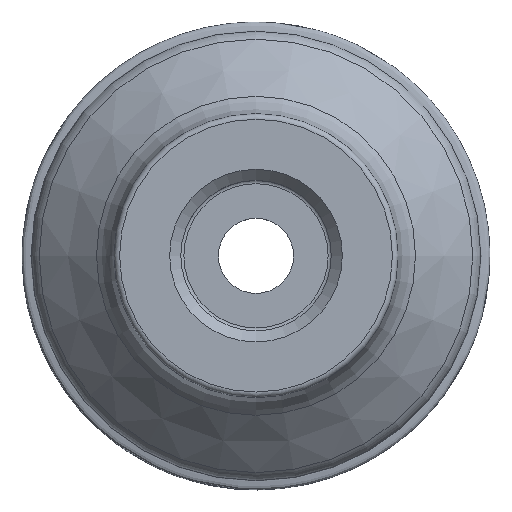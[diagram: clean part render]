
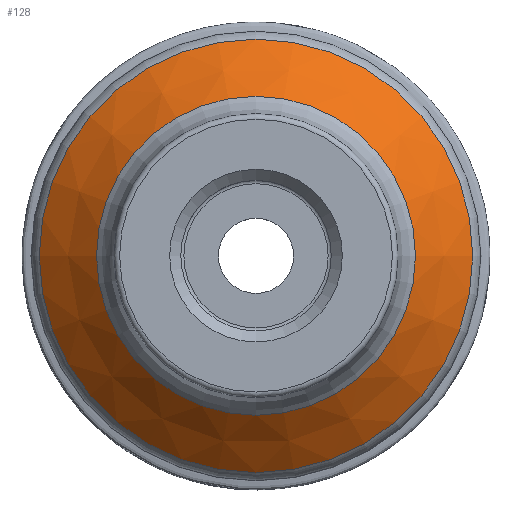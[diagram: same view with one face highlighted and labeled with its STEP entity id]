
A CAD part, top view. The second image highlights one B-rep face of the part: STEP entity #128.
In plain terms, the highlighted conical face has half-angle 46.671 degrees and reference radius 28.638 mm.
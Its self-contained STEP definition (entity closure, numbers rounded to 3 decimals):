
#128=ADVANCED_FACE('S5',(#176,#177),#159,.T.);
#159=CONICAL_SURFACE('',#579,28.638,46.671);
#176=FACE_BOUND('',#239,.T.);
#177=FACE_BOUND('',#240,.T.);
#239=EDGE_LOOP('',(#301));
#240=EDGE_LOOP('',(#302));
#301=ORIENTED_EDGE('',*,*,#395,.T.);
#302=ORIENTED_EDGE('',*,*,#396,.T.);
#363=VERTEX_POINT('',#830);
#364=VERTEX_POINT('',#832);
#395=EDGE_CURVE('',#363,#363,#426,.T.);
#396=EDGE_CURVE('',#364,#364,#427,.T.);
#426=CIRCLE('',#577,38.925);
#427=CIRCLE('',#578,28.638);
#577=AXIS2_PLACEMENT_3D('',#829,#684,#685);
#578=AXIS2_PLACEMENT_3D('',#831,#686,#687);
#579=AXIS2_PLACEMENT_3D('',#833,#688,#689);
#684=DIRECTION('',(0.,0.,1.));
#685=DIRECTION('',(1.,0.,0.));
#686=DIRECTION('',(0.,0.,-1.));
#687=DIRECTION('',(-1.,0.,0.));
#688=DIRECTION('',(0.,0.,-1.));
#689=DIRECTION('',(-1.,0.,0.));
#829=CARTESIAN_POINT('',(0.,0.,-30.478));
#830=CARTESIAN_POINT('',(38.925,0.,-30.478));
#831=CARTESIAN_POINT('',(0.,0.,-20.774));
#832=CARTESIAN_POINT('',(-28.638,0.,-20.774));
#833=CARTESIAN_POINT('',(0.,0.,-20.774));
